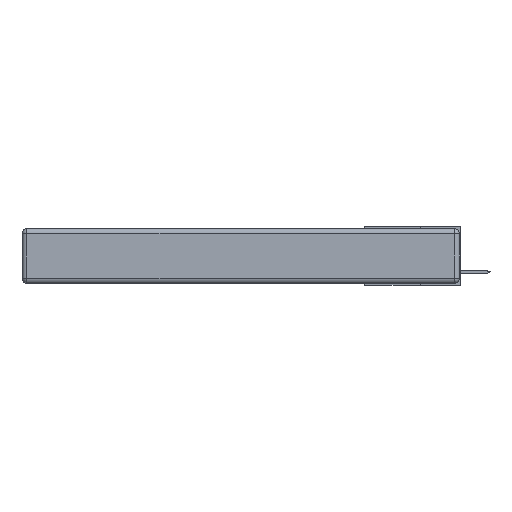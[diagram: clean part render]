
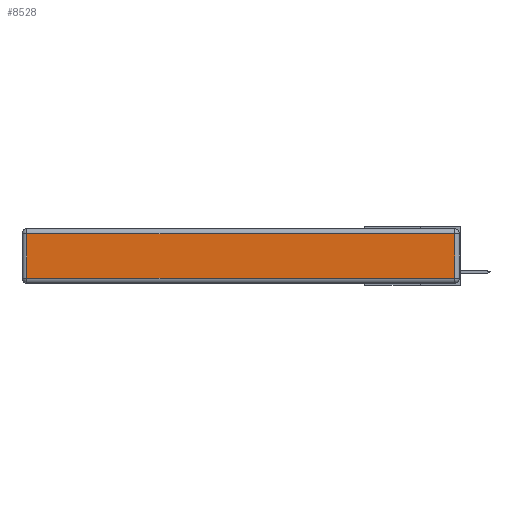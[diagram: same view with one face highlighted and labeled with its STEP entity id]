
A CAD part, left-side view. The second image highlights one B-rep face of the part: STEP entity #8528.
In plain terms, the highlighted planar face has unit normal (-1, 0, 0).
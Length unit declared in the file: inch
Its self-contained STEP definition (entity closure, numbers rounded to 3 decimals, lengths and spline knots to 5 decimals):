
#166 = LINE ( 'NONE', #12861, #364 ) ;
#364 = VECTOR ( 'NONE', #10484, 39.37008 ) ;
#430 = ORIENTED_EDGE ( 'NONE', *, *, #720, .T. ) ;
#720 = EDGE_CURVE ( 'NONE', #10647, #8506, #166, .T. ) ;
#870 = CARTESIAN_POINT ( 'NONE',  ( 0., 0.03, -0.03 ) ) ;
#1837 = ORIENTED_EDGE ( 'NONE', *, *, #9521, .T. ) ;
#1869 = CARTESIAN_POINT ( 'NONE',  ( 0., 2.75, -0.03 ) ) ;
#2157 = FACE_OUTER_BOUND ( 'NONE', #14770, .T. ) ;
#2518 = LINE ( 'NONE', #7339, #9259 ) ;
#3480 = CARTESIAN_POINT ( 'NONE',  ( 0., 2.72, -0.03 ) ) ;
#3610 = LINE ( 'NONE', #10168, #9076 ) ;
#4087 = DIRECTION ( 'NONE',  ( -1., 0., 0. ) ) ;
#5957 = ORIENTED_EDGE ( 'NONE', *, *, #16112, .T. ) ;
#6743 = DIRECTION ( 'NONE',  ( 0., 0., 1. ) ) ;
#7339 = CARTESIAN_POINT ( 'NONE',  ( 0., 0.03, -0.343 ) ) ;
#7699 = VECTOR ( 'NONE', #13733, 39.37008 ) ;
#8506 = VERTEX_POINT ( 'NONE', #13362 ) ;
#8528 = ADVANCED_FACE ( 'NONE', ( #2157 ), #16321, .T. ) ;
#8719 = DIRECTION ( 'NONE',  ( 0., -1., 0. ) ) ;
#9076 = VECTOR ( 'NONE', #8719, 39.37008 ) ;
#9172 = LINE ( 'NONE', #1869, #7699 ) ;
#9259 = VECTOR ( 'NONE', #16794, 39.37008 ) ;
#9510 = CARTESIAN_POINT ( 'NONE',  ( 0., 0., -0.343 ) ) ;
#9521 = EDGE_CURVE ( 'NONE', #8506, #12305, #3610, .T. ) ;
#10168 = CARTESIAN_POINT ( 'NONE',  ( 0., 0., -0.313 ) ) ;
#10484 = DIRECTION ( 'NONE',  ( 0., 0., -1. ) ) ;
#10647 = VERTEX_POINT ( 'NONE', #3480 ) ;
#10869 = EDGE_CURVE ( 'NONE', #12305, #11026, #2518, .T. ) ;
#11026 = VERTEX_POINT ( 'NONE', #870 ) ;
#12070 = ORIENTED_EDGE ( 'NONE', *, *, #10869, .T. ) ;
#12305 = VERTEX_POINT ( 'NONE', #15143 ) ;
#12861 = CARTESIAN_POINT ( 'NONE',  ( 0., 2.72, -0.343 ) ) ;
#13362 = CARTESIAN_POINT ( 'NONE',  ( 0., 2.72, -0.313 ) ) ;
#13733 = DIRECTION ( 'NONE',  ( 0., 1., 0. ) ) ;
#14770 = EDGE_LOOP ( 'NONE', ( #1837, #12070, #5957, #430 ) ) ;
#15143 = CARTESIAN_POINT ( 'NONE',  ( 0., 0.03, -0.313 ) ) ;
#15212 = AXIS2_PLACEMENT_3D ( 'NONE', #9510, #4087, #6743 ) ;
#16112 = EDGE_CURVE ( 'NONE', #11026, #10647, #9172, .T. ) ;
#16321 = PLANE ( 'NONE',  #15212 ) ;
#16794 = DIRECTION ( 'NONE',  ( 0., 0., 1. ) ) ;
